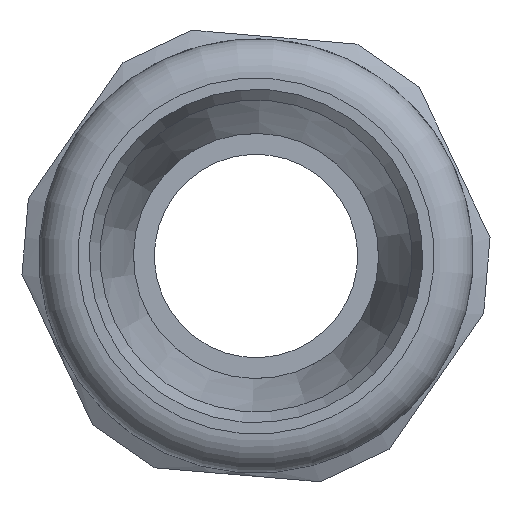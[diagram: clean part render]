
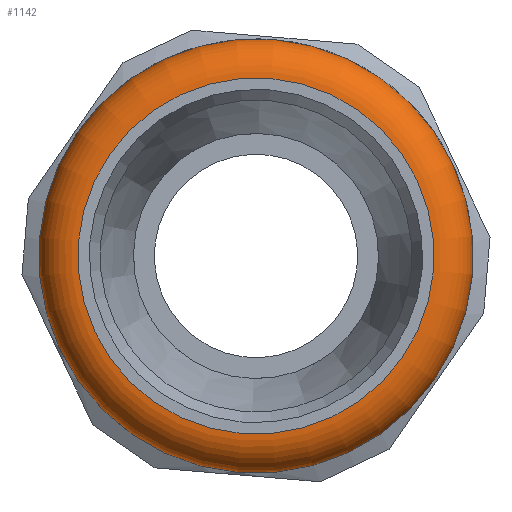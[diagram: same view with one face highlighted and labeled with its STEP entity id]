
A CAD part, left-side view. The second image highlights one B-rep face of the part: STEP entity #1142.
In plain terms, the highlighted toroidal (fillet/blend) face has major radius 18.245 mm and minor radius 4 mm.
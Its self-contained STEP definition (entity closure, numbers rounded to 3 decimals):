
#46=TOROIDAL_SURFACE('',#1280,18.245,4.);
#208=FACE_BOUND('',#350,.T.);
#264=FACE_OUTER_BOUND('',#349,.T.);
#349=EDGE_LOOP('',(#876));
#350=EDGE_LOOP('',(#877));
#460=CIRCLE('',#1281,18.245);
#461=CIRCLE('',#1282,22.245);
#576=VERTEX_POINT('',#3625);
#577=VERTEX_POINT('',#3627);
#704=EDGE_CURVE('',#576,#576,#460,.T.);
#705=EDGE_CURVE('',#577,#577,#461,.T.);
#876=ORIENTED_EDGE('',*,*,#704,.T.);
#877=ORIENTED_EDGE('',*,*,#705,.T.);
#1142=ADVANCED_FACE('',(#264,#208),#46,.T.);
#1280=AXIS2_PLACEMENT_3D('',#3624,#1460,#1461);
#1281=AXIS2_PLACEMENT_3D('',#3626,#1462,#1463);
#1282=AXIS2_PLACEMENT_3D('',#3628,#1464,#1465);
#1460=DIRECTION('center_axis',(1.,0.,0.));
#1461=DIRECTION('ref_axis',(0.,0.,-1.));
#1462=DIRECTION('center_axis',(1.,0.,0.));
#1463=DIRECTION('ref_axis',(0.,-1.,0.));
#1464=DIRECTION('center_axis',(-1.,0.,0.));
#1465=DIRECTION('ref_axis',(0.,-1.,0.));
#3624=CARTESIAN_POINT('Origin',(-22.09,0.,0.));
#3625=CARTESIAN_POINT('',(-26.09,18.245,0.));
#3626=CARTESIAN_POINT('Origin',(-26.09,0.,0.));
#3627=CARTESIAN_POINT('',(-22.09,22.245,0.));
#3628=CARTESIAN_POINT('Origin',(-22.09,0.,0.));
